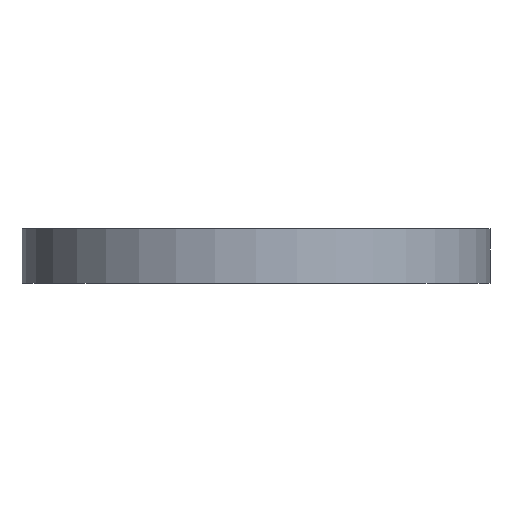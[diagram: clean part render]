
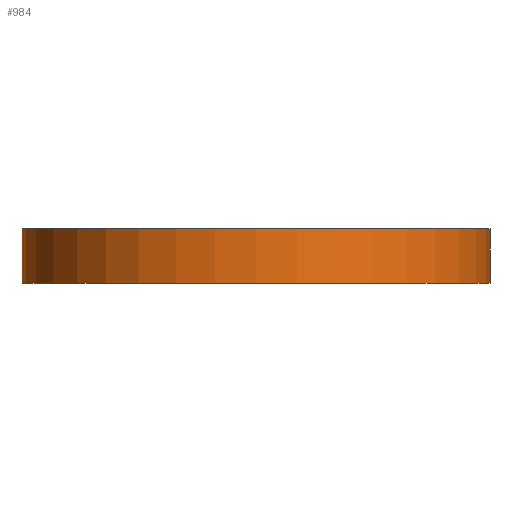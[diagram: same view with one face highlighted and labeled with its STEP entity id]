
A CAD part, front view. The second image highlights one B-rep face of the part: STEP entity #984.
In plain terms, the highlighted cylindrical face has radius 14.97 mm (diameter 29.94 mm), a full revolution.
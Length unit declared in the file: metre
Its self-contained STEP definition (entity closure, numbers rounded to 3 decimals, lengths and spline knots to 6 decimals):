
#984=ADVANCED_FACE('',(#2181,#2182),#2183,.T.);
#2181=FACE_OUTER_BOUND('',#7212,.T.);
#2182=FACE_OUTER_BOUND('',#7213,.T.);
#2183=CYLINDRICAL_SURFACE('',#7214,0.01497);
#7212=EDGE_LOOP('',(#10104));
#7213=EDGE_LOOP('',(#10105));
#7214=AXIS2_PLACEMENT_3D('',#10106,#10107,#10108);
#10104=ORIENTED_EDGE('',*,*,#13369,.T.);
#10105=ORIENTED_EDGE('',*,*,#12581,.T.);
#10106=CARTESIAN_POINT('',(0.0,0.0,0.0));
#10107=DIRECTION('',(0.0,0.0,-1.0));
#10108=DIRECTION('',(1.0,0.0,0.0));
#12581=EDGE_CURVE('',#15097,#15097,#15098,.F.);
#13369=EDGE_CURVE('',#16104,#16104,#16105,.F.);
#15097=VERTEX_POINT('',#19191);
#15098=CIRCLE('',#19192,0.01497);
#16104=VERTEX_POINT('',#21061);
#16105=CIRCLE('',#21062,0.01497);
#19191=CARTESIAN_POINT('',(0.01497,0.,0.0));
#19192=AXIS2_PLACEMENT_3D('',#21920,#21921,#21922);
#21061=CARTESIAN_POINT('',(-0.01497,0.,-0.0035));
#21062=AXIS2_PLACEMENT_3D('',#22105,#22106,#22107);
#21920=CARTESIAN_POINT('',(0.0,0.0,0.0));
#21921=DIRECTION('',(0.0,0.0,1.0));
#21922=DIRECTION('',(1.0,0.0,-0.0));
#22105=CARTESIAN_POINT('',(0.0,0.0,-0.0035));
#22106=DIRECTION('',(-0.0,0.0,-1.0));
#22107=DIRECTION('',(-1.0,0.0,0.0));
